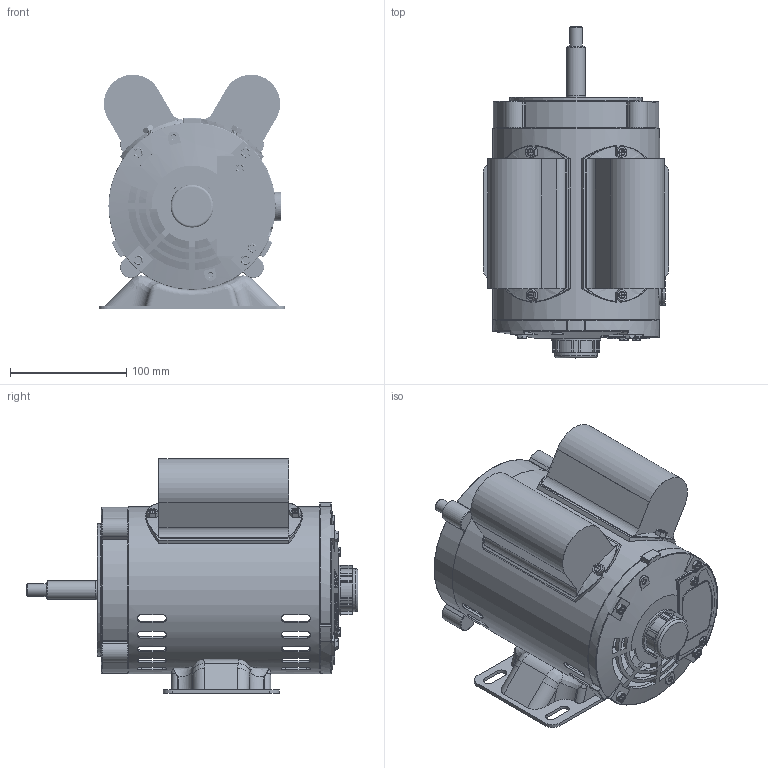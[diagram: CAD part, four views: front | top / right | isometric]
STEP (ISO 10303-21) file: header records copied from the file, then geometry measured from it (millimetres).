
FILE_DESCRIPTION(/* description */ (''),/* implementation_level */ '2;1');
FILE_NAME(/* name */ 'OJ-56JB(0.3-0.75HP).stp',/* time_stamp */ '2022-05-30T15:57:19+08:00',/* author */ (''),/* organization */ (''),/* preprocessor_version */ 'ST-DEVELOPER v16',/* originating_system */ 'SIEMENS PLM Software NX 11.0',/* authorisation */ '');
FILE_SCHEMA (('AP203_CONFIGURATION_CONTROLLED_3D_DESIGN_OF_MECHANICAL_PARTS_AND_ASSEMBLIES_MIM_LF { 1 0 10303 403 2 1 2}'));
Length unit declared in the file: millimetre
Products named in the file (1): OJ-56JB(0.3-0.75HP)
Bounding box: 160 x 286.03 x 202.21 mm (x, y, z)
Volume: 517427 mm3; surface area: 465981.7 mm2
Topology: 24 solids, 28 shells, 1662 faces, 4447 edges, 2854 vertices
Faces by surface type: plane 728, cylinder 539, torus 153, bspline 124, cone 69, sphere 25, revolution 24
Full cylindrical faces by diameter (mm): 3.3 x6, 4 x84, 4.2 x17, 5 x12, 5.56 x1, 6 x8, 8 x9, 8.7 x1, 11 x1, 12 x2, 13 x1, 15 x1, 15.875 x1, 16 x2, 16.764 x1, 17.5 x1, 21 x2, 25 x3, 30 x1, 31 x1, 32.5 x1, 34 x1, 35 x1, 37 x1, 40 x2, 43 x1, 48 x1, 103.614 x1, 114.3 x1, 136 x1
Entity records: 107654 total; most frequent: CARTESIAN_POINT 70519, ORIENTED_EDGE 7762, DIRECTION 7091, EDGE_CURVE 3881, VERTEX_POINT 2606, AXIS2_PLACEMENT_3D 2601, EDGE_LOOP 1961, LINE 1865
